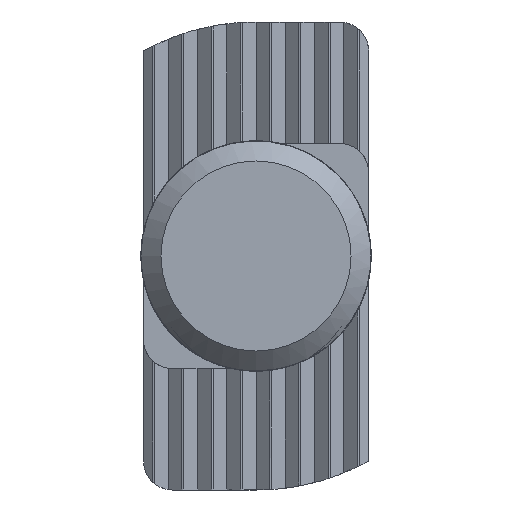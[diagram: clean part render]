
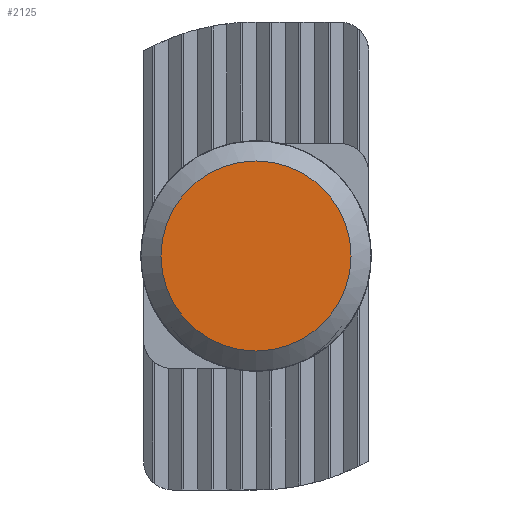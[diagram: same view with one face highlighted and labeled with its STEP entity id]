
A CAD part, left-side view. The second image highlights one B-rep face of the part: STEP entity #2125.
In plain terms, the highlighted face is planar.
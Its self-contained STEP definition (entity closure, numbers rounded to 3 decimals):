
#74=PLANE('',#2262);
#167=FACE_OUTER_BOUND('',#283,.T.);
#283=EDGE_LOOP('',(#1619));
#358=CIRCLE('',#2261,3.25);
#879=VERTEX_POINT('',#6022);
#1147=EDGE_CURVE('',#879,#879,#358,.T.);
#1619=ORIENTED_EDGE('',*,*,#1147,.F.);
#2125=ADVANCED_FACE('',(#167),#74,.F.);
#2261=AXIS2_PLACEMENT_3D('',#6023,#2550,#2551);
#2262=AXIS2_PLACEMENT_3D('',#6025,#2553,#2554);
#2550=DIRECTION('center_axis',(0.,-1.,0.));
#2551=DIRECTION('ref_axis',(0.,0.,1.));
#2553=DIRECTION('center_axis',(0.,-1.,0.));
#2554=DIRECTION('ref_axis',(0.,0.,-1.));
#6022=CARTESIAN_POINT('',(0.,30.,-3.25));
#6023=CARTESIAN_POINT('Origin',(0.,30.,0.));
#6025=CARTESIAN_POINT('Origin',(3.233,30.,0.));
